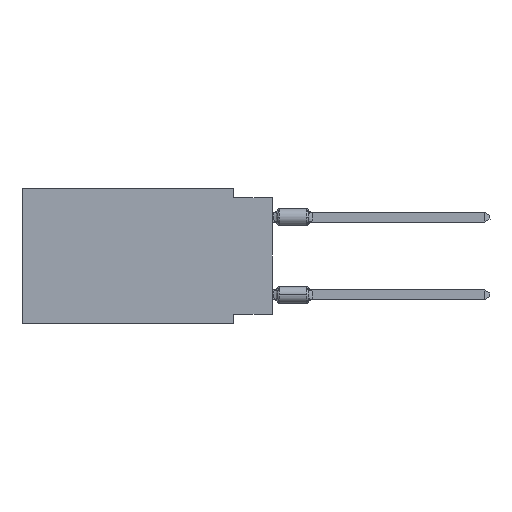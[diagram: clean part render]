
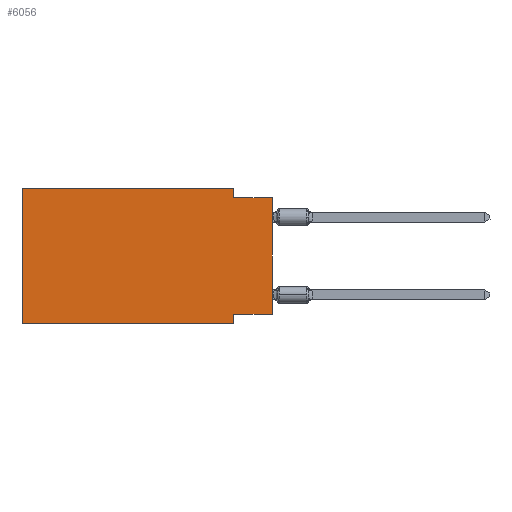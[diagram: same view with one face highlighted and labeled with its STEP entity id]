
A CAD part, left-side view. The second image highlights one B-rep face of the part: STEP entity #6056.
In plain terms, the highlighted planar face has unit normal (-1, 0, 0).
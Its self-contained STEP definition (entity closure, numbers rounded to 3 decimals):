
#308 = CARTESIAN_POINT ( 'NONE',  ( 0., 2.54, -8.255 ) ) ;
#389 = VECTOR ( 'NONE', #11311, 1000. ) ;
#476 = CARTESIAN_POINT ( 'NONE',  ( 0., 2.54, 0. ) ) ;
#582 = LINE ( 'NONE', #3247, #10645 ) ;
#703 = VERTEX_POINT ( 'NONE', #16466 ) ;
#1274 = AXIS2_PLACEMENT_3D ( 'NONE', #4236, #16787, #2662 ) ;
#1297 = VERTEX_POINT ( 'NONE', #476 ) ;
#1466 = LINE ( 'NONE', #4131, #11363 ) ;
#1706 = CARTESIAN_POINT ( 'NONE',  ( 0., 2.54, -8.89 ) ) ;
#2056 = DIRECTION ( 'NONE',  ( 0., -1., 0. ) ) ;
#2211 = CARTESIAN_POINT ( 'NONE',  ( 0., 0., -8.255 ) ) ;
#2494 = VECTOR ( 'NONE', #4620, 1000. ) ;
#2662 = DIRECTION ( 'NONE',  ( 0., 0., -1. ) ) ;
#3247 = CARTESIAN_POINT ( 'NONE',  ( 0., 16.383, -8.89 ) ) ;
#3274 = EDGE_CURVE ( 'NONE', #1297, #4918, #12949, .T. ) ;
#3361 = DIRECTION ( 'NONE',  ( 0., -1., 0. ) ) ;
#3636 = LINE ( 'NONE', #4923, #9529 ) ;
#3662 = EDGE_CURVE ( 'NONE', #13437, #13160, #11194, .T. ) ;
#3853 = VECTOR ( 'NONE', #13814, 1000. ) ;
#3952 = CARTESIAN_POINT ( 'NONE',  ( 0., 16.383, 0. ) ) ;
#4131 = CARTESIAN_POINT ( 'NONE',  ( 0., 2.54, -8.89 ) ) ;
#4178 = VERTEX_POINT ( 'NONE', #308 ) ;
#4216 = EDGE_CURVE ( 'NONE', #13437, #17755, #582, .T. ) ;
#4236 = CARTESIAN_POINT ( 'NONE',  ( 0., 16.383, 0. ) ) ;
#4327 = CARTESIAN_POINT ( 'NONE',  ( 0., 2.54, -0.635 ) ) ;
#4358 = ORIENTED_EDGE ( 'NONE', *, *, #16204, .F. ) ;
#4458 = EDGE_CURVE ( 'NONE', #10869, #4178, #11121, .T. ) ;
#4593 = VECTOR ( 'NONE', #14509, 1000. ) ;
#4620 = DIRECTION ( 'NONE',  ( 0., -1., 0. ) ) ;
#4905 = EDGE_CURVE ( 'NONE', #4178, #17755, #1466, .T. ) ;
#4918 = VERTEX_POINT ( 'NONE', #4327 ) ;
#4923 = CARTESIAN_POINT ( 'NONE',  ( 0., 0., -0.635 ) ) ;
#5518 = PLANE ( 'NONE',  #1274 ) ;
#5601 = DIRECTION ( 'NONE',  ( 0., 0., -1. ) ) ;
#6056 = ADVANCED_FACE ( 'NONE', ( #16877 ), #5518, .F. ) ;
#6262 = LINE ( 'NONE', #17447, #2494 ) ;
#7010 = ORIENTED_EDGE ( 'NONE', *, *, #8041, .F. ) ;
#7987 = ORIENTED_EDGE ( 'NONE', *, *, #4216, .T. ) ;
#8041 = EDGE_CURVE ( 'NONE', #13160, #1297, #6262, .T. ) ;
#8658 = CARTESIAN_POINT ( 'NONE',  ( 0., 16.383, 0. ) ) ;
#9326 = ORIENTED_EDGE ( 'NONE', *, *, #3662, .F. ) ;
#9375 = ORIENTED_EDGE ( 'NONE', *, *, #11384, .T. ) ;
#9529 = VECTOR ( 'NONE', #3361, 1000. ) ;
#9537 = DIRECTION ( 'NONE',  ( 0., 0., 1. ) ) ;
#9783 = LINE ( 'NONE', #16753, #3853 ) ;
#10101 = CARTESIAN_POINT ( 'NONE',  ( 0., 2.54, 0. ) ) ;
#10645 = VECTOR ( 'NONE', #2056, 1000. ) ;
#10676 = CARTESIAN_POINT ( 'NONE',  ( 0., 16.383, -8.89 ) ) ;
#10869 = VERTEX_POINT ( 'NONE', #2211 ) ;
#11019 = ORIENTED_EDGE ( 'NONE', *, *, #4905, .F. ) ;
#11121 = LINE ( 'NONE', #16708, #389 ) ;
#11194 = LINE ( 'NONE', #3952, #16586 ) ;
#11311 = DIRECTION ( 'NONE',  ( 0., 1., 0. ) ) ;
#11363 = VECTOR ( 'NONE', #5601, 1000. ) ;
#11384 = EDGE_CURVE ( 'NONE', #10869, #703, #9783, .T. ) ;
#12949 = LINE ( 'NONE', #10101, #4593 ) ;
#13160 = VERTEX_POINT ( 'NONE', #8658 ) ;
#13437 = VERTEX_POINT ( 'NONE', #10676 ) ;
#13814 = DIRECTION ( 'NONE',  ( 0., 0., 1. ) ) ;
#14509 = DIRECTION ( 'NONE',  ( 0., 0., -1. ) ) ;
#15348 = ORIENTED_EDGE ( 'NONE', *, *, #4458, .F. ) ;
#16016 = ORIENTED_EDGE ( 'NONE', *, *, #3274, .F. ) ;
#16204 = EDGE_CURVE ( 'NONE', #4918, #703, #3636, .T. ) ;
#16466 = CARTESIAN_POINT ( 'NONE',  ( 0., 0., -0.635 ) ) ;
#16586 = VECTOR ( 'NONE', #9537, 1000. ) ;
#16708 = CARTESIAN_POINT ( 'NONE',  ( 0., 0., -8.255 ) ) ;
#16753 = CARTESIAN_POINT ( 'NONE',  ( 0., 0., 0. ) ) ;
#16787 = DIRECTION ( 'NONE',  ( 1., 0., 0. ) ) ;
#16877 = FACE_OUTER_BOUND ( 'NONE', #17118, .T. ) ;
#17118 = EDGE_LOOP ( 'NONE', ( #9375, #4358, #16016, #7010, #9326, #7987, #11019, #15348 ) ) ;
#17447 = CARTESIAN_POINT ( 'NONE',  ( 0., 16.383, 0. ) ) ;
#17755 = VERTEX_POINT ( 'NONE', #1706 ) ;
